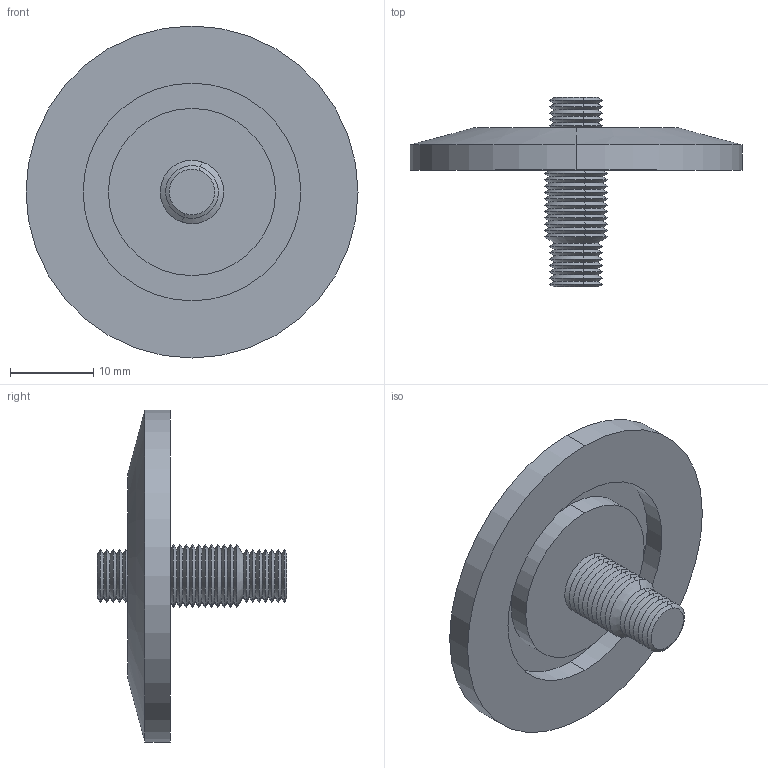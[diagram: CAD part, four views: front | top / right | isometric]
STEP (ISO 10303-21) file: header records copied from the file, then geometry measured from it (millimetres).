
FILE_DESCRIPTION (( 'STEP AP203' ), '1' );
FILE_NAME ('A14339-1-QF.STEP', '2019-07-22T19:32:21', ( '' ), ( '' ), 'SwSTEP 2.0', 'SolidWorks 2019', '' );
FILE_SCHEMA (( 'CONFIG_CONTROL_DESIGN' ));
Length unit declared in the file: inch
Products named in the file (1): A14339-1-QF
Bounding box: 39.88 x 22.75 x 39.88 mm (x, y, z)
Volume: 5387.6 mm3; surface area: 4022.5 mm2
Topology: 1 solids, 1 shells, 115 faces, 228 edges, 120 vertices
Faces by surface type: cone 100, cylinder 8, plane 7
Entity records: 2973 total; most frequent: DIRECTION 580, CARTESIAN_POINT 464, ORIENTED_EDGE 456, AXIS2_PLACEMENT_3D 236, EDGE_CURVE 228, CIRCLE 120, EDGE_LOOP 120, VERTEX_POINT 120
